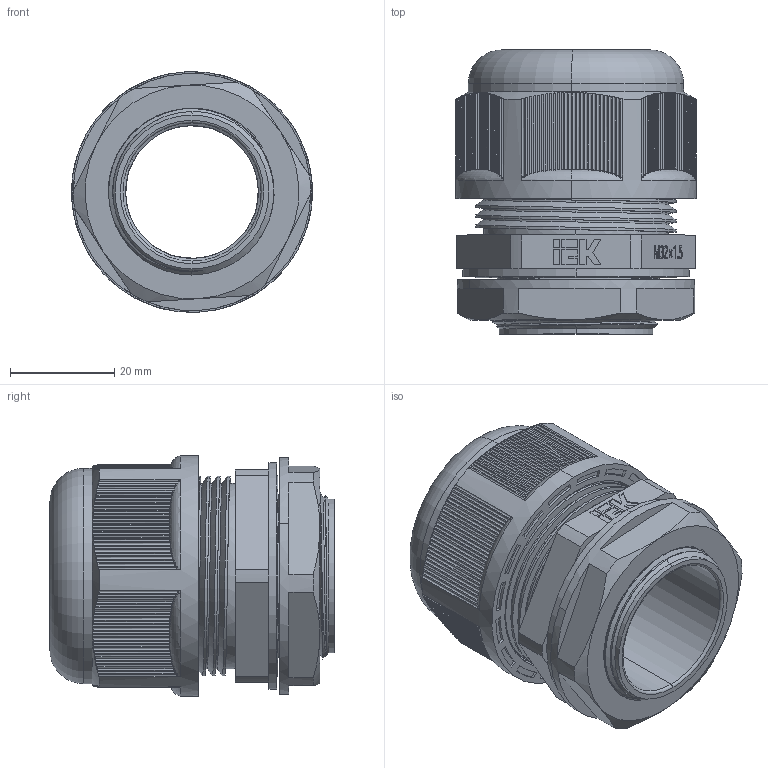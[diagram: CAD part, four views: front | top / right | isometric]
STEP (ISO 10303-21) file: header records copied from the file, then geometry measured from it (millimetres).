
FILE_DESCRIPTION (( 'STEP AP214' ), '1' );
FILE_NAME ('YSA20-21-32-68-K02 Ñàëüíèê MG 32.STEP', '2023-10-04T10:29:08', ( '' ), ( '' ), 'SwSTEP 2.0', 'SolidWorks 2022', '' );
FILE_SCHEMA (( 'AUTOMOTIVE_DESIGN' ));
Length unit declared in the file: millimetre
Products named in the file (1): YSA20-21-32-68-K02 Сальник MG 32
Bounding box: 46.2 x 54.51 x 46.16 mm (x, y, z)
Volume: 40732.9 mm3; surface area: 35554.1 mm2
Topology: 5 solids, 5 shells, 1129 faces, 3167 edges, 2103 vertices
Faces by surface type: plane 537, cylinder 447, bspline 83, torus 42, cone 20
Entity records: 66423 total; most frequent: CARTESIAN_POINT 26860, ORIENTED_EDGE 6334, DIRECTION 4691, EDGE_CURVE 3167, VERTEX_POINT 2103, AXIS2_PLACEMENT_3D 1622, LINE 1447, VECTOR 1447
